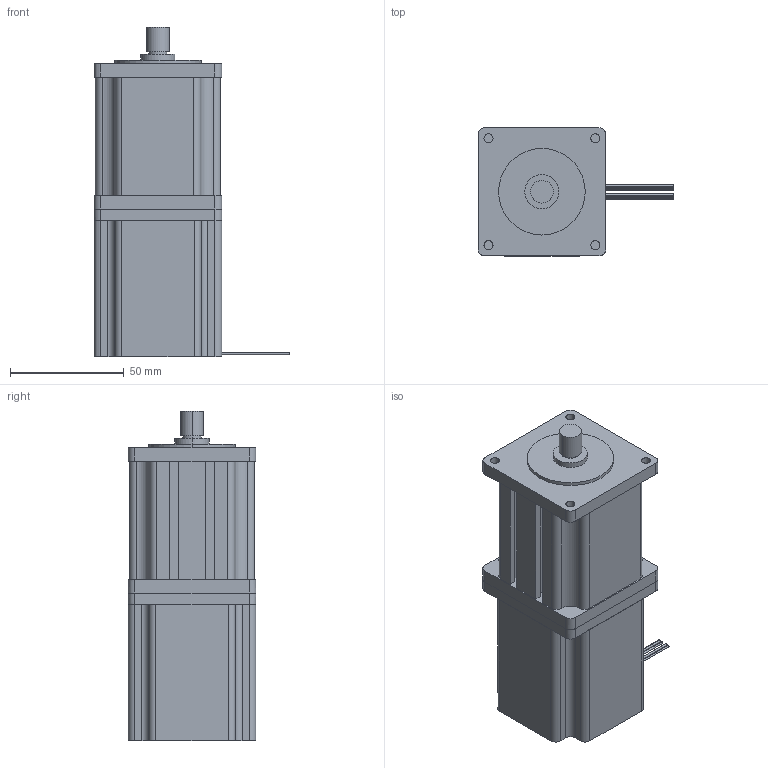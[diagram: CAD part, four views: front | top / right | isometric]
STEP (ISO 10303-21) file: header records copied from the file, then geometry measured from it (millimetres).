
FILE_DESCRIPTION(('FreeCAD Model'),'2;1');
FILE_NAME( 'MSL232xCx-4L3N0xxxx.step', '2018-07-27T14:07:43',('Author'),(''), 'Open CASCADE STEP processor 6.8','FreeCAD','Unknown');
FILE_SCHEMA(('AUTOMOTIVE_DESIGN_CC2 { 1 2 10303 214 -1 1 5 4 }'));
Length unit declared in the file: millimetre
Products named in the file (2): ASSEMBLY
Assembly tree (1 placements, depth 2):
  ASSEMBLY
    (unnamed)
Bounding box: 86.2 x 56.2 x 145 mm (x, y, z)
Volume: 360673.6 mm3; surface area: 39143 mm2
Topology: 1 solids, 1 shells, 133 faces, 352 edges, 232 vertices
Faces by surface type: plane 73, cylinder 60
Entity records: 14181 total; most frequent: CARTESIAN_POINT 7447, DIRECTION 1150, ORIENTED_EDGE 704, PCURVE 704, DEFINITIONAL_REPRESENTATION 704, LINE 576, VECTOR 576, EDGE_CURVE 352
